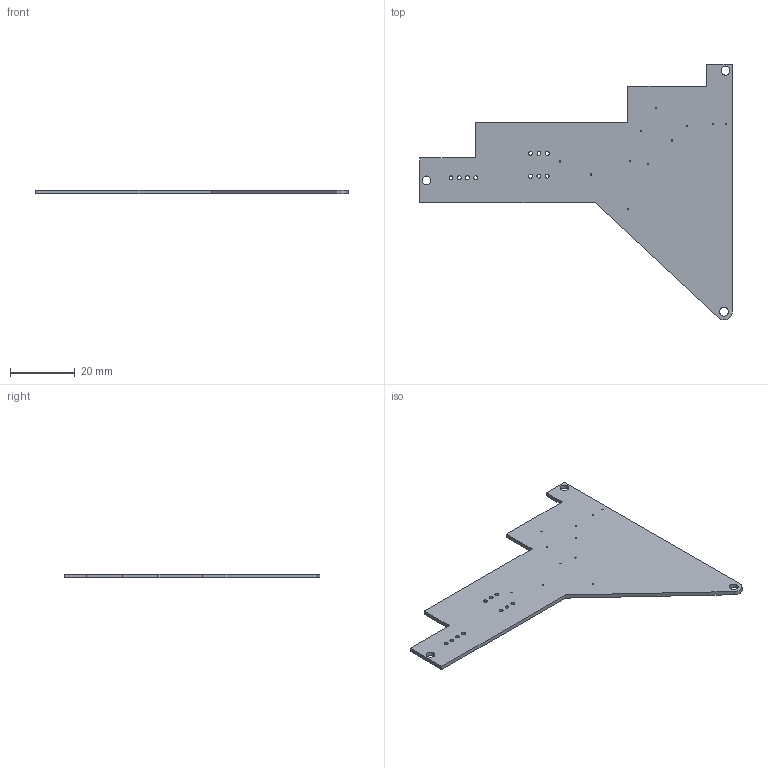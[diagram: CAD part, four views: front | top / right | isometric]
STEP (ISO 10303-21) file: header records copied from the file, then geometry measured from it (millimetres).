
FILE_DESCRIPTION(('FreeCAD Model'),'2;1');
FILE_NAME('EWI_Left.step', '2019-10-31T10:50:58',('Author'),(''), 'Open CASCADE STEP processor 7.3','FreeCAD','Unknown');
FILE_SCHEMA(('AUTOMOTIVE_DESIGN { 1 0 10303 214 1 1 1 1 }'));
Length unit declared in the file: millimetre
Products named in the file (6): EWI_Left; Board_Geoms; Local_CS; Pcb; Open CASCADE STEP translator 7.3 1.1.2.1; Step_Models
Assembly tree (5 placements, depth 4):
  EWI_Left
    Board_Geoms
      Local_CS
      Pcb
        Open CASCADE STEP translator 7.3 1.1.2.1
    Step_Models
Bounding box: 96.14 x 78.75 x 1.2 mm (x, y, z)
Volume: 4070.1 mm3; surface area: 7267.9 mm2
Topology: 1 solids, 1 shells, 39 faces, 111 edges, 74 vertices
Faces by surface type: cylinder 25, plane 14
Full cylindrical faces by diameter (mm): 0.4 x11, 1.2 x10, 2.7 x3
Entity records: 1502 total; most frequent: DIRECTION 251, CARTESIAN_POINT 230, ORIENTED_EDGE 222, EDGE_CURVE 111, AXIS2_PLACEMENT_3D 95, FACE_BOUND 87, EDGE_LOOP 87, VERTEX_POINT 74
